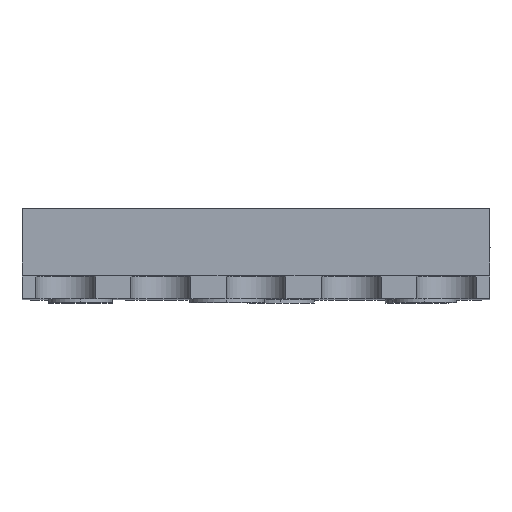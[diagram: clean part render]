
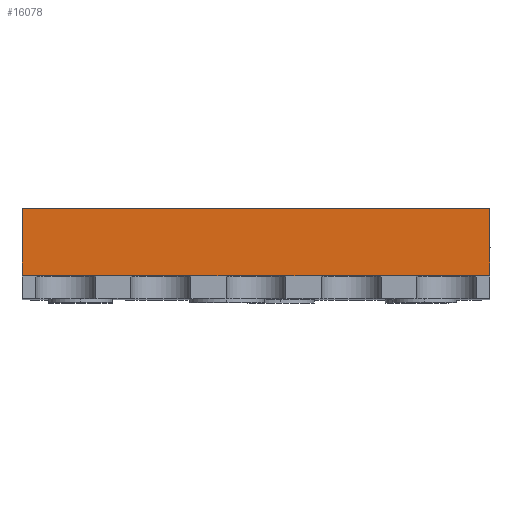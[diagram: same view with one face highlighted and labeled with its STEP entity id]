
A CAD part, top view. The second image highlights one B-rep face of the part: STEP entity #16078.
In plain terms, the highlighted planar face has unit normal (0, 0, 1).
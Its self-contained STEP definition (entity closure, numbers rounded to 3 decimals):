
#15429 = EDGE_CURVE ( 'NONE', #15430, #15442, #25238, .T. ) ;
#15430 = VERTEX_POINT ( 'NONE', #25242 ) ;
#15442 = VERTEX_POINT ( 'NONE', #25217 ) ;
#15994 = VERTEX_POINT ( 'NONE', #26724 ) ;
#16006 = EDGE_CURVE ( 'NONE', #15994, #15442, #26760, .T. ) ;
#16016 = VERTEX_POINT ( 'NONE', #26754 ) ;
#16072 = EDGE_LOOP ( 'NONE', ( #16093, #16082, #16080, #16079 ) ) ;
#16078 = ADVANCED_FACE ( 'NONE', ( #26852 ), #26898, .T. ) ;
#16079 = ORIENTED_EDGE ( 'NONE', *, *, #15429, .T. ) ;
#16080 = ORIENTED_EDGE ( 'NONE', *, *, #16081, .T. ) ;
#16081 = EDGE_CURVE ( 'NONE', #16016, #15430, #26843, .T. ) ;
#16082 = ORIENTED_EDGE ( 'NONE', *, *, #16091, .F. ) ;
#16091 = EDGE_CURVE ( 'NONE', #16016, #15994, #26933, .T. ) ;
#16093 = ORIENTED_EDGE ( 'NONE', *, *, #16006, .F. ) ;
#25217 = CARTESIAN_POINT ( 'NONE',  ( 6.25, 0., 8.5 ) ) ;
#25235 = DIRECTION ( 'NONE',  ( 0., 1., 0. ) ) ;
#25236 = VECTOR ( 'NONE', #25235, 1000. ) ;
#25237 = CARTESIAN_POINT ( 'NONE',  ( 6.25, -1.8, 8.5 ) ) ;
#25238 = LINE ( 'NONE', #25237, #25236 ) ;
#25242 = CARTESIAN_POINT ( 'NONE',  ( 6.25, -1.8, 8.5 ) ) ;
#26724 = CARTESIAN_POINT ( 'NONE',  ( -6.25, 0., 8.5 ) ) ;
#26754 = CARTESIAN_POINT ( 'NONE',  ( -6.25, -1.8, 8.5 ) ) ;
#26757 = DIRECTION ( 'NONE',  ( 1., 0., 0. ) ) ;
#26758 = VECTOR ( 'NONE', #26757, 1000. ) ;
#26759 = CARTESIAN_POINT ( 'NONE',  ( -6.25, 0., 8.5 ) ) ;
#26760 = LINE ( 'NONE', #26759, #26758 ) ;
#26843 = LINE ( 'NONE', #26897, #26896 ) ;
#26852 = FACE_OUTER_BOUND ( 'NONE', #16072, .T. ) ;
#26885 = AXIS2_PLACEMENT_3D ( 'NONE', #26917, #26916, #26915 ) ;
#26896 = VECTOR ( 'NONE', #26911, 1000. ) ;
#26897 = CARTESIAN_POINT ( 'NONE',  ( -6.25, -1.8, 8.5 ) ) ;
#26898 = PLANE ( 'NONE',  #26885 ) ;
#26911 = DIRECTION ( 'NONE',  ( 1., 0., 0. ) ) ;
#26915 = DIRECTION ( 'NONE',  ( 1., 0., 0. ) ) ;
#26916 = DIRECTION ( 'NONE',  ( 0., 0., 1. ) ) ;
#26917 = CARTESIAN_POINT ( 'NONE',  ( -6.25, -1.8, 8.5 ) ) ;
#26930 = DIRECTION ( 'NONE',  ( 0., 1., 0. ) ) ;
#26931 = VECTOR ( 'NONE', #26930, 1000. ) ;
#26932 = CARTESIAN_POINT ( 'NONE',  ( -6.25, -1.8, 8.5 ) ) ;
#26933 = LINE ( 'NONE', #26932, #26931 ) ;
